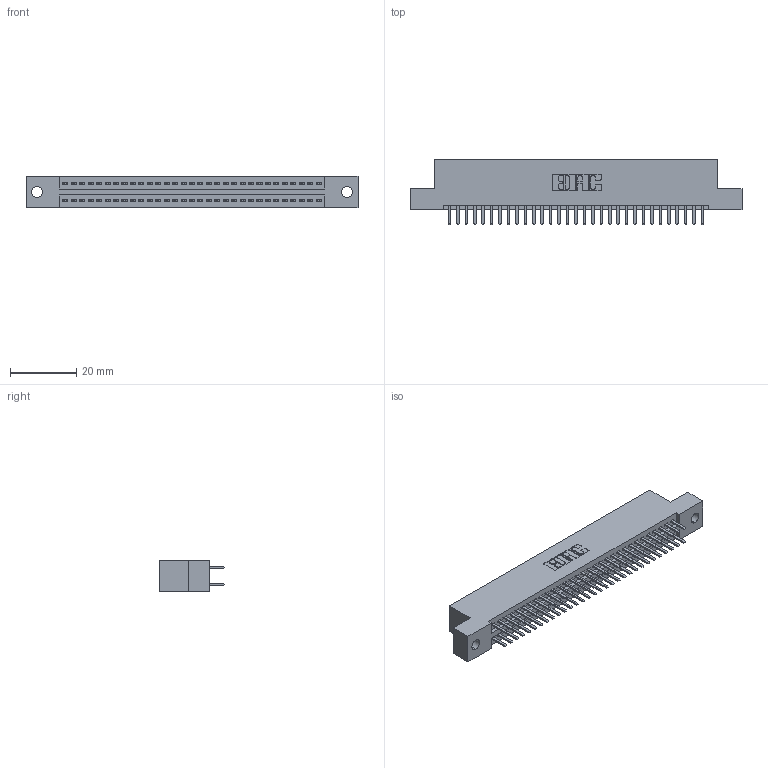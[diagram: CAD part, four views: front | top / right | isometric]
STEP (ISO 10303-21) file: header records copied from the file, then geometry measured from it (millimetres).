
FILE_DESCRIPTION (( 'STEP AP203' ), '1' );
FILE_NAME ('345-062-520-202.STEP', '2018-09-27T11:15:48', ( '' ), ( '' ), 'SwSTEP 2.0', 'SolidWorks 2016', '' );
FILE_SCHEMA (( 'CONFIG_CONTROL_DESIGN' ));
Length unit declared in the file: inch
Products named in the file (3): 345-062-520-202; 345-292-001_345-293-120; 345 Part_Flush Mounting Lugs - 0.128 Dia
Assembly tree (63 placements, depth 2):
  345-062-520-202
    345 Part_Flush Mounting Lugs - 0.128 Dia
    345-292-001_345-293-120  x62
Bounding box: 99.95 x 19.68 x 9.4 mm (x, y, z)
Volume: 9543.1 mm3; surface area: 13562.6 mm2
Topology: 63 solids, 63 shells, 3474 faces, 10075 edges, 6550 vertices
Faces by surface type: plane 2250, cylinder 1224
Entity records: 25921 total; most frequent: CARTESIAN_POINT 4368, ORIENTED_EDGE 4290, DIRECTION 3853, EDGE_CURVE 2145, VECTOR 1885, LINE 1885, VERTEX_POINT 1426, AXIS2_PLACEMENT_3D 984
